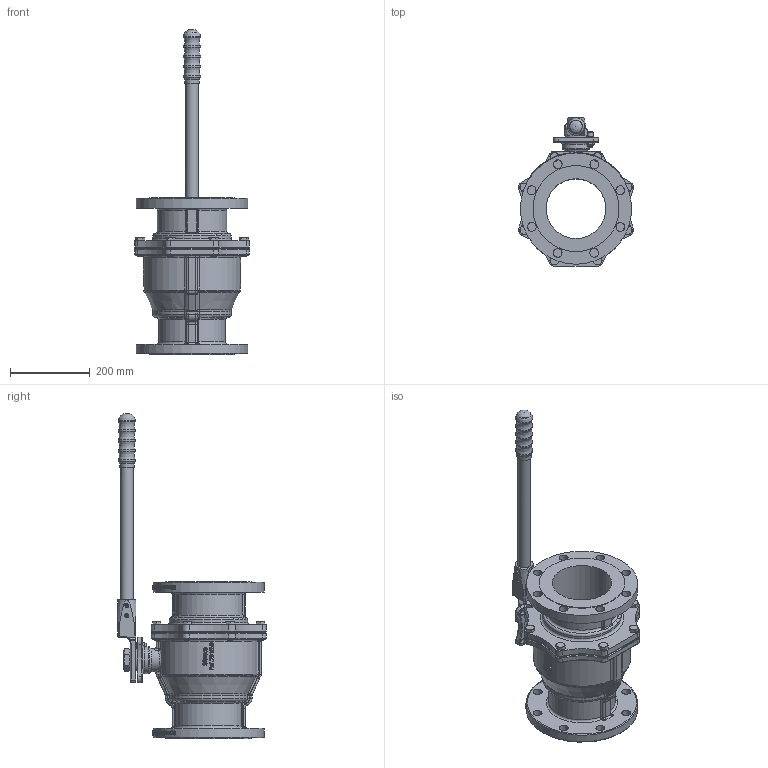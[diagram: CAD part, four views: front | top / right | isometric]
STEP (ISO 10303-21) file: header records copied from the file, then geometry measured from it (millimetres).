
FILE_DESCRIPTION(/* description */ ('794150'),/* implementation_level */ '2;1');
FILE_NAME(/* name */ '794150.stp',/* time_stamp */ '2015-04-30T15:58:28+02:00',/* author */ ('jmorand'),/* organization */ ('Sferaco'),/* preprocessor_version */ 'ST-DEVELOPER v15.6',/* originating_system */ 'Autodesk Inventor 2015',/* authorisation */ '');
FILE_SCHEMA (('AUTOMOTIVE_DESIGN { 1 0 10303 214 3 1 1 }'));
Products named in the file (1): 794150_bd
Bounding box: 288.52 x 372.27 x 816.59 mm (x, y, z)
Volume: 9345482.4 mm3; surface area: 947966.1 mm2
Topology: 1 solids, 9 shells, 2542 faces, 6653 edges, 4302 vertices
Faces by surface type: bspline 1065, plane 869, cylinder 395, torus 125, cone 82, sphere 6
Full cylindrical faces by diameter (mm): 5 x1, 8.376 x2, 10 x2, 12 x1, 14 x20, 15 x8, 18 x1, 19.37 x8, 22.2 x16, 27 x1, 32 x3, 36 x1, 56 x2, 58 x3, 68 x1, 76 x1, 150 x1, 197 x1, 216 x2, 260 x1, 279.4 x2
Entity records: 106344 total; most frequent: CARTESIAN_POINT 48711, ORIENTED_EDGE 12904, DIRECTION 8542, EDGE_CURVE 6451, VERTEX_POINT 4248, EDGE_LOOP 2942, AXIS2_PLACEMENT_3D 2911, LINE 2720
